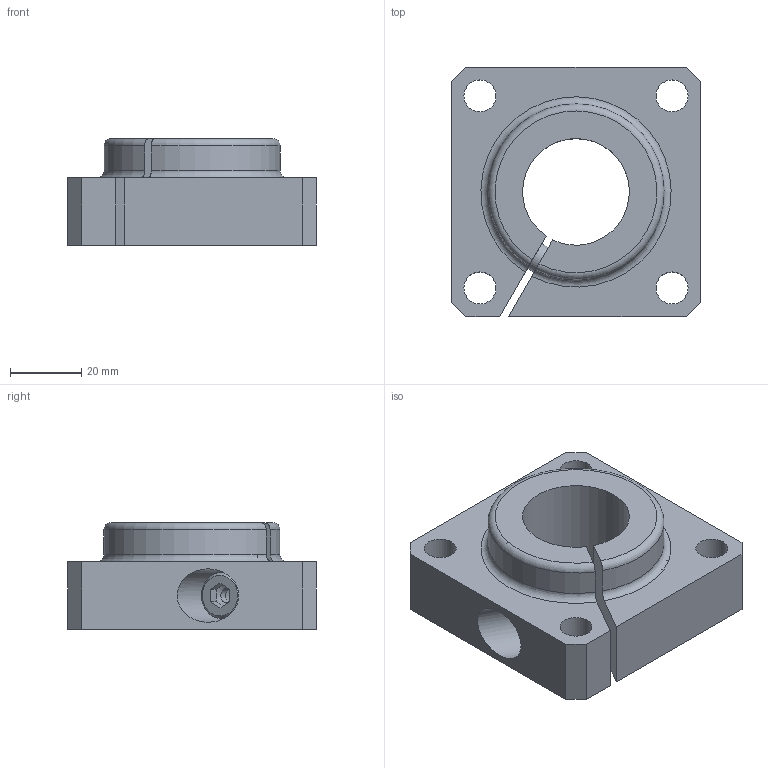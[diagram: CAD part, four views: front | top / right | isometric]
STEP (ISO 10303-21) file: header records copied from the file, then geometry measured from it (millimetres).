
FILE_DESCRIPTION(/* description */ ('Flanschwellenbock Gr. 30'),/* implementation_level */ '2;1');
FILE_NAME(/* name */ '190706-0.step',/* time_stamp */ '2021-08-19T08:49:20+02:00',/* author */ ('Oster'),/* organization */ (''),/* preprocessor_version */ 'ST-DEVELOPER v18.1',/* originating_system */ 'Autodesk Inventor 2021',/* authorisation */ '');
FILE_SCHEMA (('AUTOMOTIVE_DESIGN { 1 0 10303 214 3 1 1 }'));
Length unit declared in the file: millimetre
Products named in the file (3): 19-0706-0FZ.001; leer; leer_1
Assembly tree (2 placements, depth 2):
  19-0706-0FZ.001
    leer
    leer_1
Bounding box: 70 x 70 x 30 mm (x, y, z)
Volume: 84310.7 mm3; surface area: 22957.8 mm2
Topology: 2 solids, 2 shells, 43 faces, 107 edges, 70 vertices
Faces by surface type: plane 24, cylinder 12, cone 5, torus 2
Full cylindrical faces by diameter (mm): 4 x1, 6.647 x1, 8 x1, 9 x5, 13 x1, 15 x1
Entity records: 1423 total; most frequent: CARTESIAN_POINT 273, DIRECTION 219, ORIENTED_EDGE 210, EDGE_CURVE 105, AXIS2_PLACEMENT_3D 77, VERTEX_POINT 70, LINE 65, VECTOR 65
